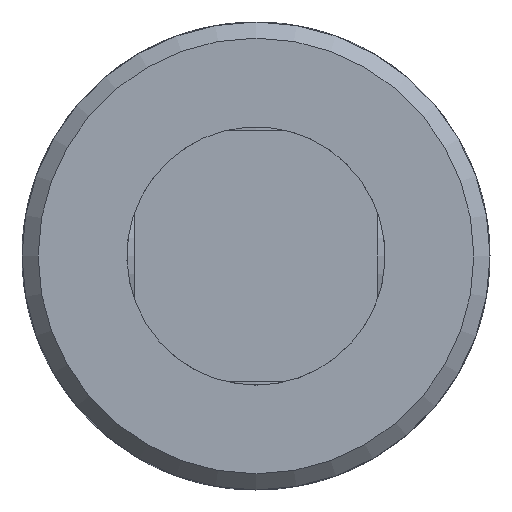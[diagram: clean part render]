
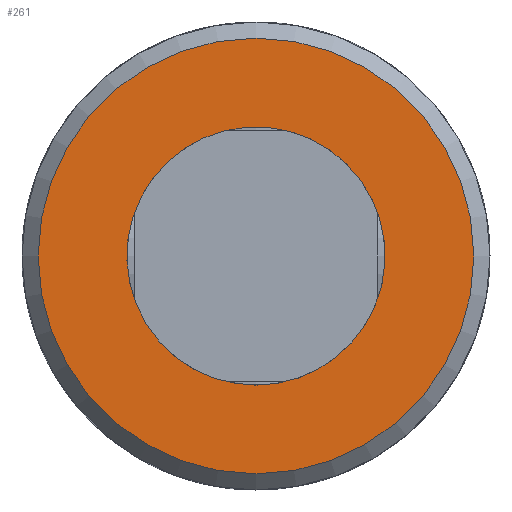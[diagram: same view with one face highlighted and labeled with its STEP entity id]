
A CAD part, left-side view. The second image highlights one B-rep face of the part: STEP entity #261.
In plain terms, the highlighted planar face has unit normal (-1, 0, 0).
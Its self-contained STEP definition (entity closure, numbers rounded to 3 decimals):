
#261 = ADVANCED_FACE( '', ( #519, #520 ), #521, .F. );
#519 = FACE_OUTER_BOUND( '', #799, .T. );
#520 = FACE_BOUND( '', #800, .T. );
#521 = PLANE( '', #801 );
#799 = EDGE_LOOP( '', ( #1240 ) );
#800 = EDGE_LOOP( '', ( #1241 ) );
#801 = AXIS2_PLACEMENT_3D( '', #1242, #1243, #1244 );
#1240 = ORIENTED_EDGE( '', *, *, #1655, .F. );
#1241 = ORIENTED_EDGE( '', *, *, #1656, .T. );
#1242 = CARTESIAN_POINT( '', ( 0., 0., 0. ) );
#1243 = DIRECTION( '', ( 1., 0., 0. ) );
#1244 = DIRECTION( '', ( 0., 0., -1. ) );
#1655 = EDGE_CURVE( '', #1956, #1956, #1957, .T. );
#1656 = EDGE_CURVE( '', #1958, #1958, #1959, .T. );
#1956 = VERTEX_POINT( '', #3158 );
#1957 = CIRCLE( '', #3159, 27. );
#1958 = VERTEX_POINT( '', #3160 );
#1959 = CIRCLE( '', #3161, 16. );
#3158 = CARTESIAN_POINT( '', ( 0., 0., -27. ) );
#3159 = AXIS2_PLACEMENT_3D( '', #3701, #3702, #3703 );
#3160 = CARTESIAN_POINT( '', ( 0., 0., -16. ) );
#3161 = AXIS2_PLACEMENT_3D( '', #3704, #3705, #3706 );
#3701 = CARTESIAN_POINT( '', ( 0., 0., 0. ) );
#3702 = DIRECTION( '', ( 1., 0., 0. ) );
#3703 = DIRECTION( '', ( 0., 0., -1. ) );
#3704 = CARTESIAN_POINT( '', ( 0., 0., 0. ) );
#3705 = DIRECTION( '', ( 1., 0., 0. ) );
#3706 = DIRECTION( '', ( 0., 0., -1. ) );
